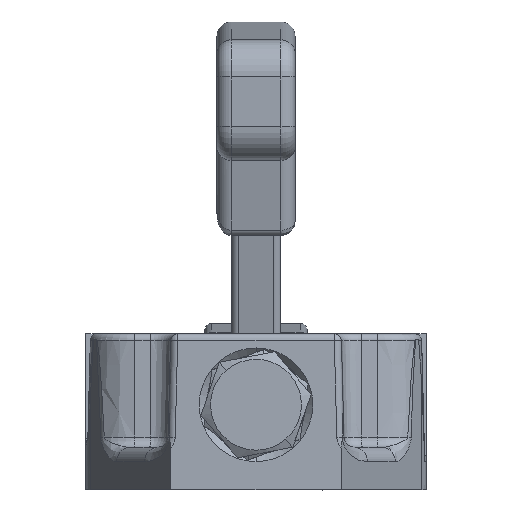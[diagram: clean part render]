
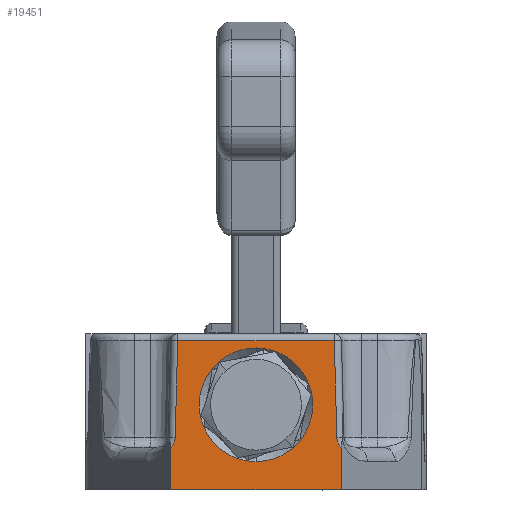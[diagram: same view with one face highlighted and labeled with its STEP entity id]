
A CAD part, left-side view. The second image highlights one B-rep face of the part: STEP entity #19451.
In plain terms, the highlighted planar face has unit normal (-1, 0, 0).
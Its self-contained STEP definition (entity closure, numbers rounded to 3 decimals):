
#1044 = FACE_BOUND ( 'NONE', #24987, .T. ) ;
#1155 = ORIENTED_EDGE ( 'NONE', *, *, #51102, .T. ) ;
#1463 = DIRECTION ( 'NONE',  ( 1., 0., 0. ) ) ;
#2073 = DIRECTION ( 'NONE',  ( 1., 0., 0. ) ) ;
#2806 = ORIENTED_EDGE ( 'NONE', *, *, #39536, .F. ) ;
#2929 = CARTESIAN_POINT ( 'NONE',  ( -69.913, 27.718, 21. ) ) ;
#3425 = EDGE_CURVE ( 'NONE', #49807, #29498, #12800, .T. ) ;
#3478 = DIRECTION ( 'NONE',  ( 1., 0., 0. ) ) ;
#3482 = DIRECTION ( 'NONE',  ( 0., 0., -1. ) ) ;
#4071 = CARTESIAN_POINT ( 'NONE',  ( -69.913, 16.692, 20. ) ) ;
#4198 = LINE ( 'NONE', #35575, #24013 ) ;
#6254 = EDGE_CURVE ( 'NONE', #43577, #21109, #13875, .T. ) ;
#6829 = CARTESIAN_POINT ( 'NONE',  ( -69.913, 28.692, 5.852 ) ) ;
#6892 = DIRECTION ( 'NONE',  ( 0., 1., 0. ) ) ;
#6918 = ORIENTED_EDGE ( 'NONE', *, *, #37542, .T. ) ;
#7110 = VECTOR ( 'NONE', #8749, 1000. ) ;
#7279 = VERTEX_POINT ( 'NONE', #12855 ) ;
#7343 = VECTOR ( 'NONE', #3482, 1000. ) ;
#8155 = LINE ( 'NONE', #27281, #25546 ) ;
#8349 = DIRECTION ( 'NONE',  ( 0., 0.026, 1. ) ) ;
#8749 = DIRECTION ( 'NONE',  ( 0., -1., 0. ) ) ;
#8763 = VECTOR ( 'NONE', #38771, 1000. ) ;
#8920 = CARTESIAN_POINT ( 'NONE',  ( -69.913, 2.812, 7.5 ) ) ;
#9843 = CARTESIAN_POINT ( 'NONE',  ( -69.913, 28.692, 0. ) ) ;
#12800 = CIRCLE ( 'NONE', #38690, 8. ) ;
#12855 = CARTESIAN_POINT ( 'NONE',  ( -69.913, 5.666, 21. ) ) ;
#12883 = DIRECTION ( 'NONE',  ( 0., 0., -1. ) ) ;
#13875 = LINE ( 'NONE', #32519, #7110 ) ;
#14284 = DIRECTION ( 'NONE',  ( 1., 0., 0. ) ) ;
#14894 = CIRCLE ( 'NONE', #20695, 8. ) ;
#15760 = ORIENTED_EDGE ( 'NONE', *, *, #40797, .T. ) ;
#18156 = EDGE_CURVE ( 'NONE', #26268, #7279, #4198, .T. ) ;
#18348 = VERTEX_POINT ( 'NONE', #6829 ) ;
#18867 = ORIENTED_EDGE ( 'NONE', *, *, #6254, .T. ) ;
#19331 = LINE ( 'NONE', #42970, #8763 ) ;
#19451 = ADVANCED_FACE ( 'NONE', ( #1044, #35128 ), #45622, .F. ) ;
#20695 = AXIS2_PLACEMENT_3D ( 'NONE', #38079, #14284, #42098 ) ;
#21109 = VERTEX_POINT ( 'NONE', #44280 ) ;
#23217 = CARTESIAN_POINT ( 'NONE',  ( -69.913, 28.692, 22. ) ) ;
#24013 = VECTOR ( 'NONE', #8349, 1000. ) ;
#24442 = ORIENTED_EDGE ( 'NONE', *, *, #18156, .T. ) ;
#24987 = EDGE_LOOP ( 'NONE', ( #15760, #30369 ) ) ;
#25170 = CARTESIAN_POINT ( 'NONE',  ( -69.913, 16.692, 12. ) ) ;
#25546 = VECTOR ( 'NONE', #51127, 1000. ) ;
#25586 = CARTESIAN_POINT ( 'NONE',  ( -69.913, 28.692, 22. ) ) ;
#25953 = LINE ( 'NONE', #23217, #7343 ) ;
#26268 = VERTEX_POINT ( 'NONE', #42926 ) ;
#26315 = AXIS2_PLACEMENT_3D ( 'NONE', #8920, #36669, #12883 ) ;
#27189 = CARTESIAN_POINT ( 'NONE',  ( -69.913, 30.573, 7.5 ) ) ;
#27281 = CARTESIAN_POINT ( 'NONE',  ( -69.913, 27.693, 21.974 ) ) ;
#28124 = ORIENTED_EDGE ( 'NONE', *, *, #44823, .T. ) ;
#28477 = EDGE_LOOP ( 'NONE', ( #48059, #28124, #45874, #18867, #2806, #1155, #24442, #6918 ) ) ;
#28622 = CARTESIAN_POINT ( 'NONE',  ( -69.913, 16.692, 4. ) ) ;
#29131 = DIRECTION ( 'NONE',  ( 0., 0., -1. ) ) ;
#29238 = VERTEX_POINT ( 'NONE', #48870 ) ;
#29498 = VERTEX_POINT ( 'NONE', #4071 ) ;
#29734 = DIRECTION ( 'NONE',  ( 0., 0., -1. ) ) ;
#30369 = ORIENTED_EDGE ( 'NONE', *, *, #3425, .T. ) ;
#30620 = VECTOR ( 'NONE', #6892, 1000. ) ;
#31173 = DIRECTION ( 'NONE',  ( 0., 0., -1. ) ) ;
#32519 = CARTESIAN_POINT ( 'NONE',  ( -69.913, 28.692, 0. ) ) ;
#34424 = CIRCLE ( 'NONE', #40764, 2.5 ) ;
#35128 = FACE_OUTER_BOUND ( 'NONE', #28477, .T. ) ;
#35575 = CARTESIAN_POINT ( 'NONE',  ( -69.913, 5.708, 22.602 ) ) ;
#35850 = VERTEX_POINT ( 'NONE', #45086 ) ;
#36669 = DIRECTION ( 'NONE',  ( 1., 0., 0. ) ) ;
#37055 = AXIS2_PLACEMENT_3D ( 'NONE', #25586, #2073, #29734 ) ;
#37542 = EDGE_CURVE ( 'NONE', #7279, #35850, #41203, .T. ) ;
#37846 = CARTESIAN_POINT ( 'NONE',  ( -69.913, 4.692, 5.852 ) ) ;
#38079 = CARTESIAN_POINT ( 'NONE',  ( -69.913, 16.692, 12. ) ) ;
#38690 = AXIS2_PLACEMENT_3D ( 'NONE', #25170, #1463, #29131 ) ;
#38771 = DIRECTION ( 'NONE',  ( 0., 0., -1. ) ) ;
#39536 = EDGE_CURVE ( 'NONE', #43069, #21109, #19331, .T. ) ;
#40764 = AXIS2_PLACEMENT_3D ( 'NONE', #27189, #3478, #31173 ) ;
#40797 = EDGE_CURVE ( 'NONE', #29498, #49807, #14894, .T. ) ;
#41203 = LINE ( 'NONE', #2929, #30620 ) ;
#41513 = EDGE_CURVE ( 'NONE', #18348, #43577, #25953, .T. ) ;
#42098 = DIRECTION ( 'NONE',  ( 0., 0., -1. ) ) ;
#42926 = CARTESIAN_POINT ( 'NONE',  ( -69.913, 5.311, 7.435 ) ) ;
#42970 = CARTESIAN_POINT ( 'NONE',  ( -69.913, 4.692, 22. ) ) ;
#43069 = VERTEX_POINT ( 'NONE', #37846 ) ;
#43577 = VERTEX_POINT ( 'NONE', #9843 ) ;
#44280 = CARTESIAN_POINT ( 'NONE',  ( -69.913, 4.692, 0. ) ) ;
#44823 = EDGE_CURVE ( 'NONE', #29238, #18348, #34424, .T. ) ;
#45086 = CARTESIAN_POINT ( 'NONE',  ( -69.913, 27.718, 21. ) ) ;
#45622 = PLANE ( 'NONE',  #37055 ) ;
#45874 = ORIENTED_EDGE ( 'NONE', *, *, #41513, .T. ) ;
#47441 = EDGE_CURVE ( 'NONE', #35850, #29238, #8155, .T. ) ;
#48059 = ORIENTED_EDGE ( 'NONE', *, *, #47441, .T. ) ;
#48870 = CARTESIAN_POINT ( 'NONE',  ( -69.913, 28.073, 7.435 ) ) ;
#49674 = CIRCLE ( 'NONE', #26315, 2.5 ) ;
#49807 = VERTEX_POINT ( 'NONE', #28622 ) ;
#51102 = EDGE_CURVE ( 'NONE', #43069, #26268, #49674, .T. ) ;
#51127 = DIRECTION ( 'NONE',  ( 0., 0.026, -1. ) ) ;
